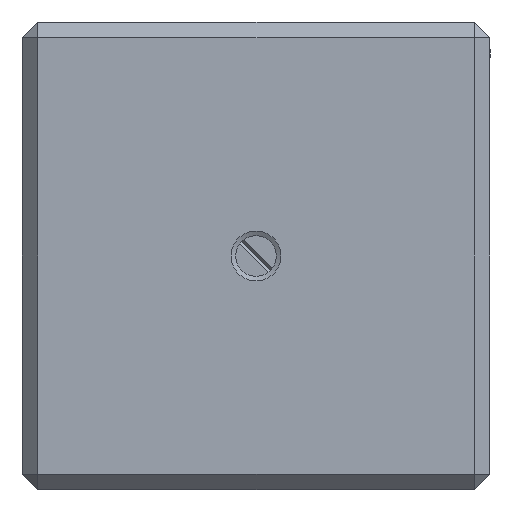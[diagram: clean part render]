
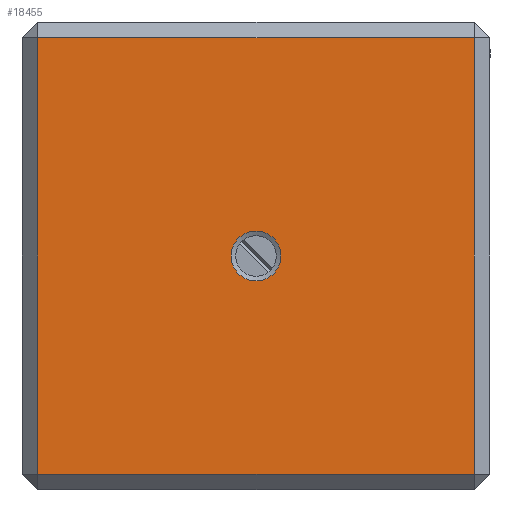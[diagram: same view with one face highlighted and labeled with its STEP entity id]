
A CAD part, front view. The second image highlights one B-rep face of the part: STEP entity #18455.
In plain terms, the highlighted planar face has unit normal (0, -1, 0).
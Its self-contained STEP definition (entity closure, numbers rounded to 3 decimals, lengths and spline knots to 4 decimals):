
#380=FACE_BOUND('',#3418,.T.);
#836=PLANE('',#19437);
#2308=FACE_OUTER_BOUND('',#3417,.T.);
#3417=EDGE_LOOP('',(#16199,#16200,#16201,#16202));
#3418=EDGE_LOOP('',(#16203));
#5162=LINE('',#39592,#7128);
#5163=LINE('',#39594,#7129);
#5164=LINE('',#39596,#7130);
#5165=LINE('',#39597,#7131);
#7128=VECTOR('',#22485,39.3701);
#7129=VECTOR('',#22486,39.3701);
#7130=VECTOR('',#22487,39.3701);
#7131=VECTOR('',#22488,39.3701);
#7789=CIRCLE('',#19403,0.08);
#9114=VERTEX_POINT('',#39388);
#9199=VERTEX_POINT('',#39590);
#9200=VERTEX_POINT('',#39591);
#9201=VERTEX_POINT('',#39593);
#9202=VERTEX_POINT('',#39595);
#11515=EDGE_CURVE('',#9114,#9114,#7789,.T.);
#11614=EDGE_CURVE('',#9199,#9200,#5162,.T.);
#11615=EDGE_CURVE('',#9200,#9201,#5163,.T.);
#11616=EDGE_CURVE('',#9201,#9202,#5164,.T.);
#11617=EDGE_CURVE('',#9202,#9199,#5165,.T.);
#16199=ORIENTED_EDGE('',*,*,#11614,.T.);
#16200=ORIENTED_EDGE('',*,*,#11615,.T.);
#16201=ORIENTED_EDGE('',*,*,#11616,.T.);
#16202=ORIENTED_EDGE('',*,*,#11617,.T.);
#16203=ORIENTED_EDGE('',*,*,#11515,.T.);
#18455=ADVANCED_FACE('',(#2308,#380),#836,.F.);
#19403=AXIS2_PLACEMENT_3D('',#39390,#22334,#22335);
#19437=AXIS2_PLACEMENT_3D('',#39589,#22483,#22484);
#22334=DIRECTION('center_axis',(0.,1.,0.));
#22335=DIRECTION('ref_axis',(-1.,0.,0.));
#22483=DIRECTION('center_axis',(0.,1.,0.));
#22484=DIRECTION('ref_axis',(-1.,0.,0.));
#22485=DIRECTION('',(-1.,0.,0.));
#22486=DIRECTION('',(0.,0.,-1.));
#22487=DIRECTION('',(1.,0.,0.));
#22488=DIRECTION('',(0.,0.,1.));
#39388=CARTESIAN_POINT('',(-0.08,-0.75,0.));
#39390=CARTESIAN_POINT('Origin',(0.,-0.75,0.));
#39589=CARTESIAN_POINT('Origin',(-0.75,-0.75,-0.75));
#39590=CARTESIAN_POINT('',(0.7,-0.75,0.7));
#39591=CARTESIAN_POINT('',(-0.7,-0.75,0.7));
#39592=CARTESIAN_POINT('',(-0.75,-0.75,0.7));
#39593=CARTESIAN_POINT('',(-0.7,-0.75,-0.7));
#39594=CARTESIAN_POINT('',(-0.7,-0.75,-0.75));
#39595=CARTESIAN_POINT('',(0.7,-0.75,-0.7));
#39596=CARTESIAN_POINT('',(-0.75,-0.75,-0.7));
#39597=CARTESIAN_POINT('',(0.7,-0.75,-0.75));
